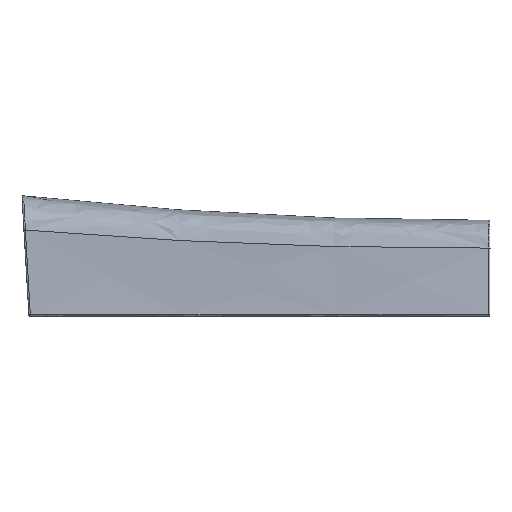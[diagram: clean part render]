
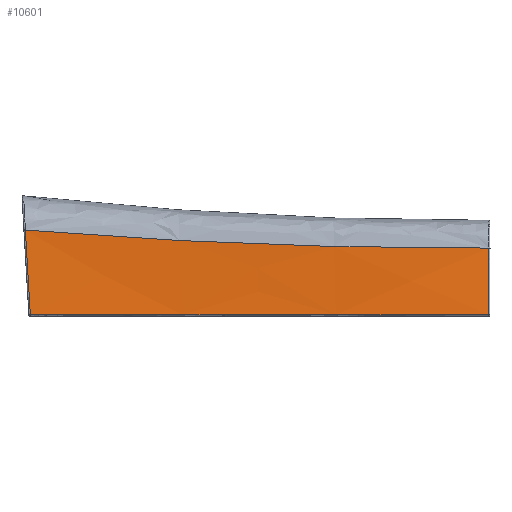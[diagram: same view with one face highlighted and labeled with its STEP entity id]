
A CAD part, left-side view. The second image highlights one B-rep face of the part: STEP entity #10601.
In plain terms, the highlighted free-form (B-spline) face has degree [3, 3] with [4, 5] control points.
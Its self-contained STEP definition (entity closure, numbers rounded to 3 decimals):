
#38 = CARTESIAN_POINT ( 'NONE',  ( -79.691, -491.399, 2.163 ) ) ;
#265 =( BOUNDED_CURVE ( )  B_SPLINE_CURVE ( 3, ( #3017, #6231, #2120, #7462, #38, #3209, #2184, #11876, #6838, #4685, #9951, #2530, #10912 ),
 .UNSPECIFIED., .F., .T. ) 
 B_SPLINE_CURVE_WITH_KNOTS ( ( 4, 1, 1, 1, 1, 1, 1, 1, 1, 1, 4 ),
 ( 0., 0.082, 0.167, 0.262, 0.363, 0.467, 0.571, 0.672, 0.772, 0.879, 1. ),
 .UNSPECIFIED. ) 
 CURVE ( )  GEOMETRIC_REPRESENTATION_ITEM ( )  RATIONAL_B_SPLINE_CURVE ( ( 1.213, 1.213, 1.213, 1.213, 1.213, 1.213, 1.213, 1.213, 1.213, 1.213, 1.213, 1.213, 1.213 ) ) 
 REPRESENTATION_ITEM ( '' )  );
#296 = CARTESIAN_POINT ( 'NONE',  ( -87.913, 4.508, 122.081 ) ) ;
#595 = CARTESIAN_POINT ( 'NONE',  ( -81.007, -560.477, 0.695 ) ) ;
#672 = CARTESIAN_POINT ( 'NONE',  ( -77.665, -560.051, 32.942 ) ) ;
#741 = CARTESIAN_POINT ( 'NONE',  ( -82.48, -104.401, 76.465 ) ) ;
#968 = CARTESIAN_POINT ( 'NONE',  ( -80.272, -666.915, 53.351 ) ) ;
#1215 = EDGE_LOOP ( 'NONE', ( #6296, #11491, #9824, #8469 ) ) ;
#1329 = CARTESIAN_POINT ( 'NONE',  ( -89.983, 2.358, 85.208 ) ) ;
#1703 = CARTESIAN_POINT ( 'NONE',  ( -85.075, -108.585, 0.822 ) ) ;
#1775 = CARTESIAN_POINT ( 'NONE',  ( -83.755, -106.42, 38.972 ) ) ;
#2120 = CARTESIAN_POINT ( 'NONE',  ( -84.866, -611.696, 2.263 ) ) ;
#2184 = CARTESIAN_POINT ( 'NONE',  ( -78.026, -356.554, 2.092 ) ) ;
#2446 = CARTESIAN_POINT ( 'NONE',  ( -89.336, 3.03, 96.734 ) ) ;
#2515 = CARTESIAN_POINT ( 'NONE',  ( -91.517, 0.764, 57.878 ) ) ;
#2530 = CARTESIAN_POINT ( 'NONE',  ( -92.274, -29.137, 2.112 ) ) ;
#2545 = B_SPLINE_SURFACE_WITH_KNOTS ( 'NONE', 3, 3, ( 
 ( #7058, #1703, #11194, #595, #3852 ),
 ( #8164, #1775, #9206, #672, #9068 ),
 ( #2813, #741, #6917, #7959, #10090 ),
 ( #10302, #13409, #11127, #4835, #13270 ) ),
 .UNSPECIFIED., .F., .F., .F.,
 ( 4, 4 ),
 ( 4, 1, 4 ),
 ( 0.004, 0.519 ),
 ( -0.006, 0.5, 1.007 ),
 .UNSPECIFIED. ) ;
#2675 = CARTESIAN_POINT ( 'NONE',  ( -72.966, -666.966, 98.699 ) ) ;
#2813 = CARTESIAN_POINT ( 'NONE',  ( -90.613, 8.905, 82.868 ) ) ;
#3017 = CARTESIAN_POINT ( 'NONE',  ( -88.495, -666.861, 2.317 ) ) ;
#3101 = VERTEX_POINT ( 'NONE', #11094 ) ;
#3156 = CARTESIAN_POINT ( 'NONE',  ( -88.495, -666.861, 2.317 ) ) ;
#3209 = CARTESIAN_POINT ( 'NONE',  ( -78.323, -425.004, 2.122 ) ) ;
#3386 = EDGE_CURVE ( 'NONE', #11337, #3101, #265, .T. ) ;
#3396 = CARTESIAN_POINT ( 'NONE',  ( -93.457, -1.253, 23.316 ) ) ;
#3466 = CARTESIAN_POINT ( 'NONE',  ( -94.234, -2.061, 9.473 ) ) ;
#3708 = FACE_OUTER_BOUND ( 'NONE', #1215, .T. ) ;
#3781 = CARTESIAN_POINT ( 'NONE',  ( -80.969, -106.795, 115.615 ) ) ;
#3852 = CARTESIAN_POINT ( 'NONE',  ( -89.241, -673.626, 0.711 ) ) ;
#4232 = CARTESIAN_POINT ( 'NONE',  ( -87.761, 4.665, 124.78 ) ) ;
#4424 = CARTESIAN_POINT ( 'NONE',  ( -86.752, -666.873, 13.139 ) ) ;
#4533 = CARTESIAN_POINT ( 'NONE',  ( -87.761, 4.665, 124.78 ) ) ;
#4685 = CARTESIAN_POINT ( 'NONE',  ( -83.832, -152.17, 2.078 ) ) ;
#4767 = EDGE_CURVE ( 'NONE', #9021, #4982, #5406, .T. ) ;
#4835 = CARTESIAN_POINT ( 'NONE',  ( -70.996, -559.189, 99.049 ) ) ;
#4982 = VERTEX_POINT ( 'NONE', #10355 ) ;
#5406 = B_SPLINE_CURVE_WITH_KNOTS ( 'NONE', 3,
 ( #8791, #3781, #6848, #6918, #2675 ),
 .UNSPECIFIED., .F., .F.,
 ( 4, 1, 4 ),
 ( 0., 0.5, 1. ),
 .UNSPECIFIED. ) ;
#5975 = EDGE_CURVE ( 'NONE', #4982, #11337, #6092, .T. ) ;
#6092 = B_SPLINE_CURVE_WITH_KNOTS ( 'NONE', 3,
 ( #6320, #11359, #8322, #11493, #968, #8391, #10525, #4424, #12858, #12662 ),
 .UNSPECIFIED., .F., .F.,
 ( 4, 1, 1, 1, 1, 1, 1, 4 ),
 ( 0., 0.143, 0.286, 0.429, 0.571, 0.714, 0.857, 1. ),
 .UNSPECIFIED. ) ;
#6231 = CARTESIAN_POINT ( 'NONE',  ( -87.222, -648.709, 2.299 ) ) ;
#6296 = ORIENTED_EDGE ( 'NONE', *, *, #5975, .F. ) ;
#6320 = CARTESIAN_POINT ( 'NONE',  ( -72.966, -666.966, 98.699 ) ) ;
#6623 = CARTESIAN_POINT ( 'NONE',  ( -92.43, -0.185, 41.611 ) ) ;
#6838 = CARTESIAN_POINT ( 'NONE',  ( -80.788, -220.48, 2.072 ) ) ;
#6848 = CARTESIAN_POINT ( 'NONE',  ( -71.841, -330.447, 102.067 ) ) ;
#6917 = CARTESIAN_POINT ( 'NONE',  ( -72.406, -331.737, 67.581 ) ) ;
#6918 = CARTESIAN_POINT ( 'NONE',  ( -71.099, -554.726, 98.21 ) ) ;
#6996 = EDGE_CURVE ( 'NONE', #3101, #9021, #7544, .T. ) ;
#7058 = CARTESIAN_POINT ( 'NONE',  ( -95.325, 4.208, 0.902 ) ) ;
#7462 = CARTESIAN_POINT ( 'NONE',  ( -81.94, -553.646, 2.211 ) ) ;
#7544 = B_SPLINE_CURVE_WITH_KNOTS ( 'NONE', 3,
 ( #9866, #3466, #3396, #6623, #2515, #12004, #1329, #2446, #8623, #9799, #296, #4533 ),
 .UNSPECIFIED., .F., .F.,
 ( 4, 1, 1, 1, 1, 1, 1, 1, 1, 4 ),
 ( 0., 0.111, 0.222, 0.333, 0.444, 0.556, 0.667, 0.778, 0.889, 1. ),
 .UNSPECIFIED. ) ;
#7959 = CARTESIAN_POINT ( 'NONE',  ( -74.145, -559.638, 66.665 ) ) ;
#8164 = CARTESIAN_POINT ( 'NONE',  ( -92.919, 6.605, 42.769 ) ) ;
#8322 = CARTESIAN_POINT ( 'NONE',  ( -75.38, -666.948, 83.715 ) ) ;
#8391 = CARTESIAN_POINT ( 'NONE',  ( -82.666, -666.899, 38.496 ) ) ;
#8469 = ORIENTED_EDGE ( 'NONE', *, *, #3386, .F. ) ;
#8623 = CARTESIAN_POINT ( 'NONE',  ( -88.755, 3.633, 107.076 ) ) ;
#8791 = CARTESIAN_POINT ( 'NONE',  ( -87.761, 4.665, 124.78 ) ) ;
#9021 = VERTEX_POINT ( 'NONE', #4232 ) ;
#9068 = CARTESIAN_POINT ( 'NONE',  ( -83.8, -673.644, 33.74 ) ) ;
#9206 = CARTESIAN_POINT ( 'NONE',  ( -73.162, -333.028, 33.648 ) ) ;
#9799 = CARTESIAN_POINT ( 'NONE',  ( -88.232, 4.176, 116.388 ) ) ;
#9824 = ORIENTED_EDGE ( 'NONE', *, *, #6996, .F. ) ;
#9866 = CARTESIAN_POINT ( 'NONE',  ( -94.646, -2.49, 2.122 ) ) ;
#9951 = CARTESIAN_POINT ( 'NONE',  ( -88.276, -79.501, 2.094 ) ) ;
#10090 = CARTESIAN_POINT ( 'NONE',  ( -78.124, -673.662, 68.194 ) ) ;
#10302 = CARTESIAN_POINT ( 'NONE',  ( -88.1, 11.414, 126.566 ) ) ;
#10355 = CARTESIAN_POINT ( 'NONE',  ( -72.966, -666.966, 98.699 ) ) ;
#10525 = CARTESIAN_POINT ( 'NONE',  ( -84.824, -666.885, 25.106 ) ) ;
#10601 = ADVANCED_FACE ( 'NONE', ( #3708 ), #2545, .F. ) ;
#10912 = CARTESIAN_POINT ( 'NONE',  ( -94.646, -2.49, 2.122 ) ) ;
#11094 = CARTESIAN_POINT ( 'NONE',  ( -94.646, -2.49, 2.122 ) ) ;
#11127 = CARTESIAN_POINT ( 'NONE',  ( -71.738, -330.403, 102.969 ) ) ;
#11194 = CARTESIAN_POINT ( 'NONE',  ( -73.8, -334.43, 0.71 ) ) ;
#11337 = VERTEX_POINT ( 'NONE', #3156 ) ;
#11359 = CARTESIAN_POINT ( 'NONE',  ( -73.766, -666.96, 93.734 ) ) ;
#11491 = ORIENTED_EDGE ( 'NONE', *, *, #4767, .F. ) ;
#11493 = CARTESIAN_POINT ( 'NONE',  ( -77.712, -666.932, 69.242 ) ) ;
#11876 = CARTESIAN_POINT ( 'NONE',  ( -78.86, -288.141, 2.076 ) ) ;
#12004 = CARTESIAN_POINT ( 'NONE',  ( -90.707, 1.605, 72.307 ) ) ;
#12662 = CARTESIAN_POINT ( 'NONE',  ( -88.495, -666.861, 2.317 ) ) ;
#12858 = CARTESIAN_POINT ( 'NONE',  ( -87.935, -666.865, 5.799 ) ) ;
#13270 = CARTESIAN_POINT ( 'NONE',  ( -72.933, -673.681, 99.62 ) ) ;
#13409 = CARTESIAN_POINT ( 'NONE',  ( -81.113, -102.271, 117.032 ) ) ;
